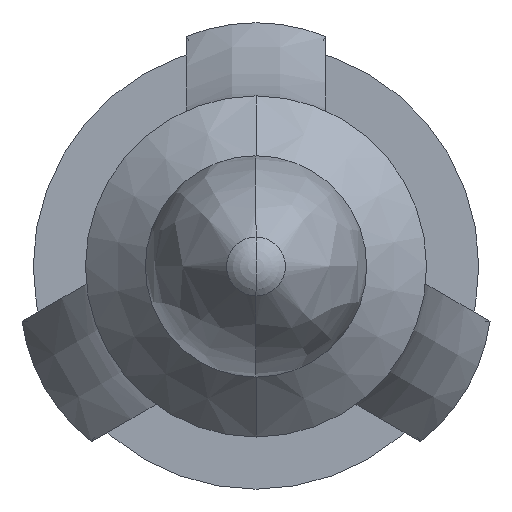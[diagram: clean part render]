
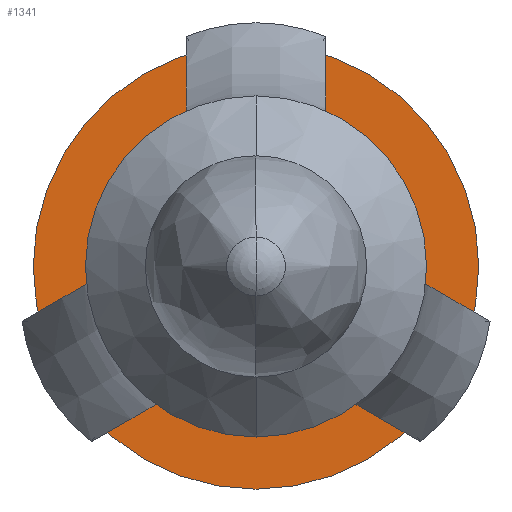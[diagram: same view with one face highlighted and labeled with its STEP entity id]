
A CAD part, left-side view. The second image highlights one B-rep face of the part: STEP entity #1341.
In plain terms, the highlighted planar face has unit normal (-1, 0, 0).
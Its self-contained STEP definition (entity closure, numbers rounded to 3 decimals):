
#232=CARTESIAN_POINT('',(0.,0.,0.));
#233=DIRECTION('',(1.,0.,0.));
#234=DIRECTION('',(0.,0.,1.));
#235=AXIS2_PLACEMENT_3D('',#232,#233,#234);
#237=CARTESIAN_POINT('',(0.,0.,0.));
#238=DIRECTION('',(1.,0.,0.));
#239=DIRECTION('',(0.,0.,-1.));
#240=AXIS2_PLACEMENT_3D('',#237,#238,#239);
#242=CARTESIAN_POINT('',(0.,0.,0.));
#243=DIRECTION('',(-1.,0.,0.));
#244=DIRECTION('',(0.,0.,1.));
#245=AXIS2_PLACEMENT_3D('',#242,#243,#244);
#247=CARTESIAN_POINT('',(0.,0.,0.));
#248=DIRECTION('',(-1.,0.,0.));
#249=DIRECTION('',(0.,0.,-1.));
#250=AXIS2_PLACEMENT_3D('',#247,#248,#249);
#877=CARTESIAN_POINT('',(0.,0.,-1.6));
#878=VERTEX_POINT('',#877);
#879=CARTESIAN_POINT('',(0.,0.,1.6));
#880=VERTEX_POINT('',#879);
#881=CARTESIAN_POINT('',(0.,0.,1.));
#882=CARTESIAN_POINT('',(0.,0.,-1.));
#883=VERTEX_POINT('',#881);
#884=VERTEX_POINT('',#882);
#1326=CARTESIAN_POINT('',(0.,0.,0.));
#1327=DIRECTION('',(1.,0.,0.));
#1328=DIRECTION('',(0.,0.,-1.));
#1329=AXIS2_PLACEMENT_3D('',#1326,#1327,#1328);
#1330=PLANE('',#1329);
#1331=ORIENTED_EDGE('',*,*,#1319,.T.);
#1332=ORIENTED_EDGE('',*,*,#1308,.T.);
#1333=EDGE_LOOP('',(#1331,#1332));
#1334=FACE_OUTER_BOUND('',#1333,.F.);
#1336=ORIENTED_EDGE('',*,*,#1335,.T.);
#1338=ORIENTED_EDGE('',*,*,#1337,.T.);
#1339=EDGE_LOOP('',(#1336,#1338));
#1340=FACE_BOUND('',#1339,.F.);
#1341=ADVANCED_FACE('',(#1334,#1340),#1330,.F.);
#236=CIRCLE('',#235,1.6);
#241=CIRCLE('',#240,1.6);
#246=CIRCLE('',#245,1.);
#251=CIRCLE('',#250,1.);
#1308=EDGE_CURVE('',#878,#880,#241,.T.);
#1319=EDGE_CURVE('',#880,#878,#236,.T.);
#1335=EDGE_CURVE('',#883,#884,#246,.T.);
#1337=EDGE_CURVE('',#884,#883,#251,.T.);
